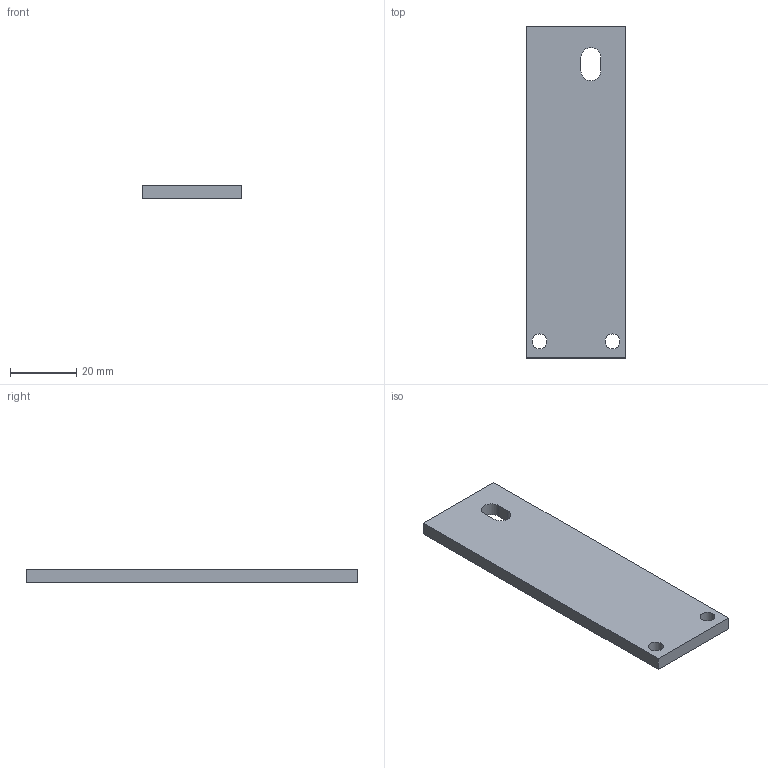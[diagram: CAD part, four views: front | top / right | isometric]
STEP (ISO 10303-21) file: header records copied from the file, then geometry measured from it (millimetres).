
FILE_DESCRIPTION(/* description */ ('PIATTO PER MICRO A CERNIERA 100X30'),/* implementation_level */ '2;1');
FILE_NAME(/* name */ 'DFXMI0000091.stp',/* time_stamp */ '2018-11-07T11:02:19+01:00',/* author */ ('fzagni'),/* organization */ (''),/* preprocessor_version */ 'ST-DEVELOPER v16.1',/* originating_system */ 'Autodesk Inventor 2016',/* authorisation */ '');
FILE_SCHEMA (('AUTOMOTIVE_DESIGN { 1 0 10303 214 3 1 1 }'));
Length unit declared in the file: millimetre
Products named in the file (1): DFXMI0000091 (20.101.00)
Bounding box: 30 x 100 x 4 mm (x, y, z)
Volume: 11663.7 mm3; surface area: 7092.3 mm2
Topology: 1 solids, 1 shells, 12 faces, 30 edges, 20 vertices
Faces by surface type: plane 8, cylinder 4
Full cylindrical faces by diameter (mm): 4.5 x2
Entity records: 388 total; most frequent: DIRECTION 62, CARTESIAN_POINT 61, ORIENTED_EDGE 56, EDGE_CURVE 28, AXIS2_PLACEMENT_3D 21, EDGE_LOOP 20, LINE 20, VECTOR 20
